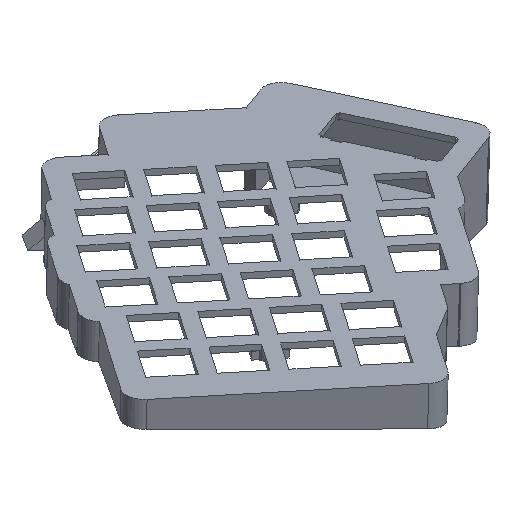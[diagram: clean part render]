
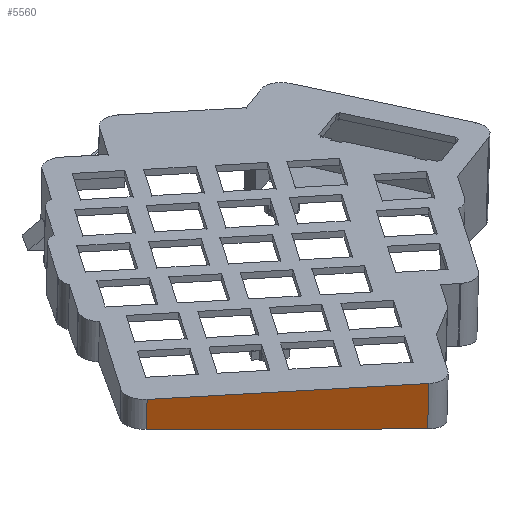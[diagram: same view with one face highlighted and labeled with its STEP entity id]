
A CAD part, isometric view. The second image highlights one B-rep face of the part: STEP entity #5560.
In plain terms, the highlighted planar face has unit normal (-0.586, -0.805, 0.094).
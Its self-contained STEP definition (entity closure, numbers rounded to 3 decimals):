
#442=FACE_OUTER_BOUND('',#759,.T.);
#759=EDGE_LOOP('',(#5059,#5060,#5061,#5062));
#829=LINE('',#7484,#1540);
#1451=LINE('',#8831,#2162);
#1471=LINE('',#8884,#2182);
#1472=LINE('',#8886,#2183);
#1540=VECTOR('',#6029,10.);
#2162=VECTOR('',#7249,10.);
#2182=VECTOR('',#7305,10.);
#2183=VECTOR('',#7308,10.);
#2264=VERTEX_POINT('',#7481);
#2265=VERTEX_POINT('',#7483);
#2690=VERTEX_POINT('',#8828);
#2691=VERTEX_POINT('',#8830);
#2790=EDGE_CURVE('',#2264,#2265,#829,.T.);
#3466=EDGE_CURVE('',#2691,#2690,#1451,.T.);
#3493=EDGE_CURVE('',#2691,#2264,#1471,.T.);
#3494=EDGE_CURVE('',#2690,#2265,#1472,.T.);
#5059=ORIENTED_EDGE('',*,*,#2790,.F.);
#5060=ORIENTED_EDGE('',*,*,#3493,.F.);
#5061=ORIENTED_EDGE('',*,*,#3466,.T.);
#5062=ORIENTED_EDGE('',*,*,#3494,.T.);
#5297=PLANE('',#5915);
#5560=ADVANCED_FACE('',(#442),#5297,.T.);
#5915=AXIS2_PLACEMENT_3D('',#8885,#7306,#7307);
#6029=DIRECTION('',(-0.799,0.593,0.101));
#7249=DIRECTION('',(-0.806,0.591,0.039));
#7305=DIRECTION('',(-0.087,-0.052,-0.995));
#7306=DIRECTION('center_axis',(-0.586,-0.805,0.094));
#7307=DIRECTION('ref_axis',(-0.806,0.591,0.039));
#7308=DIRECTION('',(-0.087,-0.052,-0.995));
#7481=CARTESIAN_POINT('',(-168.049,-134.598,27.082));
#7483=CARTESIAN_POINT('',(-228.075,-90.073,34.637));
#7484=CARTESIAN_POINT('',(-179.507,-126.099,28.524));
#8828=CARTESIAN_POINT('',(-227.283,-89.597,43.688));
#8830=CARTESIAN_POINT('',(-166.855,-133.88,40.731));
#8831=CARTESIAN_POINT('',(-166.855,-133.88,40.731));
#8884=CARTESIAN_POINT('',(-166.855,-133.88,40.731));
#8885=CARTESIAN_POINT('Origin',(-166.855,-133.88,40.731));
#8886=CARTESIAN_POINT('',(-227.283,-89.597,43.688));
